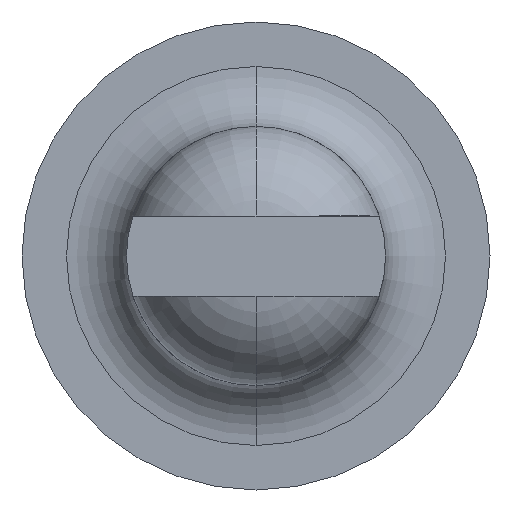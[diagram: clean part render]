
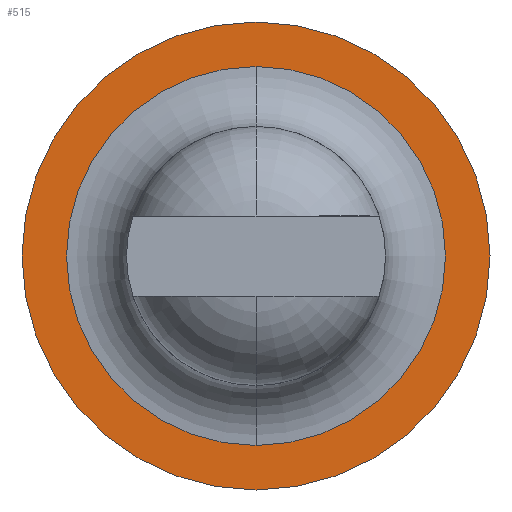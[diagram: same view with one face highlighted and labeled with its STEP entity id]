
A CAD part, front view. The second image highlights one B-rep face of the part: STEP entity #515.
In plain terms, the highlighted planar face has unit normal (0, -1, 0).
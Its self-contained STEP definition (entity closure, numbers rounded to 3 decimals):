
#1 = CIRCLE ( 'NONE', #86, 1.895 ) ;
#14 = DIRECTION ( 'NONE',  ( 0., 1., 0. ) ) ;
#16 = VERTEX_POINT ( 'NONE', #462 ) ;
#26 = VERTEX_POINT ( 'NONE', #44 ) ;
#31 = ORIENTED_EDGE ( 'NONE', *, *, #123, .F. ) ;
#36 = DIRECTION ( 'NONE',  ( 0., 0., 1. ) ) ;
#44 = CARTESIAN_POINT ( 'NONE',  ( 0., 9.84, -1.895 ) ) ;
#57 = ORIENTED_EDGE ( 'NONE', *, *, #259, .F. ) ;
#58 = DIRECTION ( 'NONE',  ( 0., 1., 0. ) ) ;
#65 = DIRECTION ( 'NONE',  ( 0., 0., 1. ) ) ;
#68 = DIRECTION ( 'NONE',  ( 0., 0., 1. ) ) ;
#80 = EDGE_CURVE ( 'NONE', #26, #388, #1, .T. ) ;
#86 = AXIS2_PLACEMENT_3D ( 'NONE', #303, #466, #68 ) ;
#101 = CARTESIAN_POINT ( 'NONE',  ( 0., 9.84, 0. ) ) ;
#115 = CARTESIAN_POINT ( 'NONE',  ( 0., 9.84, 0. ) ) ;
#119 = AXIS2_PLACEMENT_3D ( 'NONE', #458, #14, #304 ) ;
#121 = DIRECTION ( 'NONE',  ( 0., 1., 0. ) ) ;
#123 = EDGE_CURVE ( 'NONE', #16, #463, #465, .T. ) ;
#130 = CARTESIAN_POINT ( 'NONE',  ( 0., 9.84, 0. ) ) ;
#150 = CARTESIAN_POINT ( 'NONE',  ( 0., 9.84, -2.34 ) ) ;
#198 = PLANE ( 'NONE',  #512 ) ;
#234 = DIRECTION ( 'NONE',  ( 0., 1., 0. ) ) ;
#259 = EDGE_CURVE ( 'NONE', #463, #16, #309, .T. ) ;
#281 = CIRCLE ( 'NONE', #326, 1.895 ) ;
#292 = EDGE_CURVE ( 'NONE', #388, #26, #281, .T. ) ;
#303 = CARTESIAN_POINT ( 'NONE',  ( 0., 9.84, 0. ) ) ;
#304 = DIRECTION ( 'NONE',  ( 0., 0., 1. ) ) ;
#308 = CARTESIAN_POINT ( 'NONE',  ( 0., 9.84, 1.895 ) ) ;
#309 = CIRCLE ( 'NONE', #119, 2.34 ) ;
#320 = ORIENTED_EDGE ( 'NONE', *, *, #80, .T. ) ;
#326 = AXIS2_PLACEMENT_3D ( 'NONE', #101, #58, #65 ) ;
#343 = AXIS2_PLACEMENT_3D ( 'NONE', #130, #121, #371 ) ;
#355 = EDGE_LOOP ( 'NONE', ( #365, #320 ) ) ;
#365 = ORIENTED_EDGE ( 'NONE', *, *, #292, .T. ) ;
#371 = DIRECTION ( 'NONE',  ( 0., 0., 1. ) ) ;
#388 = VERTEX_POINT ( 'NONE', #308 ) ;
#458 = CARTESIAN_POINT ( 'NONE',  ( 0., 9.84, 0. ) ) ;
#462 = CARTESIAN_POINT ( 'NONE',  ( 0., 9.84, 2.34 ) ) ;
#463 = VERTEX_POINT ( 'NONE', #150 ) ;
#465 = CIRCLE ( 'NONE', #343, 2.34 ) ;
#466 = DIRECTION ( 'NONE',  ( 0., 1., 0. ) ) ;
#484 = FACE_BOUND ( 'NONE', #355, .T. ) ;
#499 = EDGE_LOOP ( 'NONE', ( #57, #31 ) ) ;
#512 = AXIS2_PLACEMENT_3D ( 'NONE', #115, #234, #36 ) ;
#515 = ADVANCED_FACE ( 'NONE', ( #484, #523 ), #198, .F. ) ;
#523 = FACE_OUTER_BOUND ( 'NONE', #499, .T. ) ;
